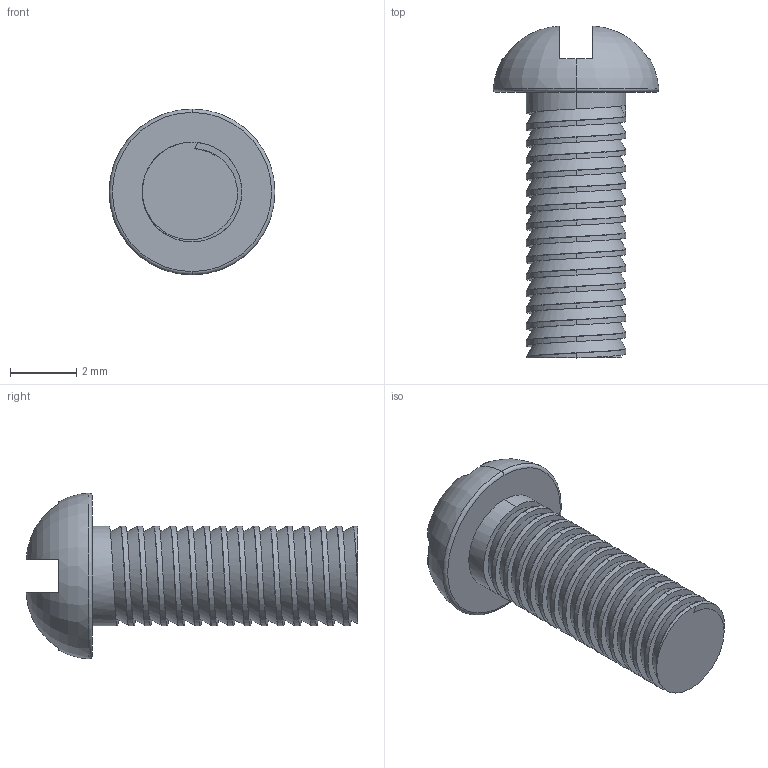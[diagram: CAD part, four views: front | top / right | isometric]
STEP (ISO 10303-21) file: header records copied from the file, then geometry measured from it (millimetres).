
FILE_DESCRIPTION (( 'STEP AP214' ), '1' );
FILE_NAME ('M3x8.step', '2024-08-01T17:29:13', ( '' ), ( '' ), 'SwSTEP 2.0', 'SolidWorks 2020', '' );
FILE_SCHEMA (( 'AUTOMOTIVE_DESIGN' ));
Length unit declared in the file: millimetre
Products named in the file (1): M3x8
Bounding box: 4.99 x 9.99 x 4.99 mm (x, y, z)
Volume: 74.1 mm3; surface area: 170.1 mm2
Topology: 1 solids, 1 shells, 50 faces, 139 edges, 92 vertices
Faces by surface type: cylinder 31, plane 12, torus 4, bspline 3
Entity records: 3495 total; most frequent: CARTESIAN_POINT 2381, ORIENTED_EDGE 278, DIRECTION 179, EDGE_CURVE 139, VERTEX_POINT 92, AXIS2_PLACEMENT_3D 66, EDGE_LOOP 51, FACE_OUTER_BOUND 50
